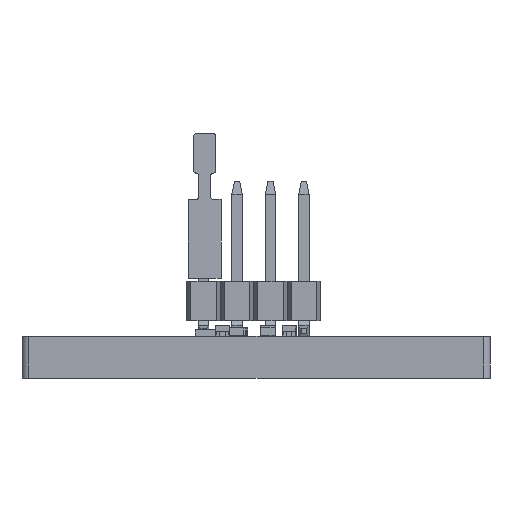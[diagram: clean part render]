
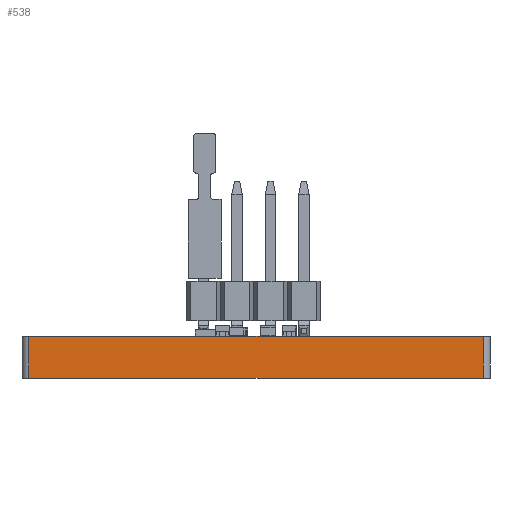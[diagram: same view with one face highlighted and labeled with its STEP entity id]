
A CAD part, left-side view. The second image highlights one B-rep face of the part: STEP entity #538.
In plain terms, the highlighted planar face has unit normal (-1, 0, 0).
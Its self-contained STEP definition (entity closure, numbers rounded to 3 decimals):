
#509 = EDGE_CURVE('',#510,#512,#514,.T.);
#510 = VERTEX_POINT('',#511);
#511 = CARTESIAN_POINT('',(1.27,-2.286,-1.594));
#512 = VERTEX_POINT('',#513);
#513 = CARTESIAN_POINT('',(1.27,-2.286,0.));
#514 = LINE('',#515,#516);
#515 = CARTESIAN_POINT('',(1.27,-2.286,-1.594));
#516 = VECTOR('',#517,1.);
#517 = DIRECTION('',(0.,0.,1.));
#538 = ADVANCED_FACE('',(#539),#564,.F.);
#539 = FACE_BOUND('',#540,.F.);
#540 = EDGE_LOOP('',(#541,#551,#557,#558));
#541 = ORIENTED_EDGE('',*,*,#542,.T.);
#542 = EDGE_CURVE('',#543,#545,#547,.T.);
#543 = VERTEX_POINT('',#544);
#544 = CARTESIAN_POINT('',(1.27,14.986,-1.594));
#545 = VERTEX_POINT('',#546);
#546 = CARTESIAN_POINT('',(1.27,14.986,0.));
#547 = LINE('',#548,#549);
#548 = CARTESIAN_POINT('',(1.27,14.986,-1.594));
#549 = VECTOR('',#550,1.);
#550 = DIRECTION('',(0.,0.,1.));
#551 = ORIENTED_EDGE('',*,*,#552,.T.);
#552 = EDGE_CURVE('',#545,#512,#553,.T.);
#553 = LINE('',#554,#555);
#554 = CARTESIAN_POINT('',(1.27,14.986,0.));
#555 = VECTOR('',#556,1.);
#556 = DIRECTION('',(0.,-1.,0.));
#557 = ORIENTED_EDGE('',*,*,#509,.F.);
#558 = ORIENTED_EDGE('',*,*,#559,.F.);
#559 = EDGE_CURVE('',#543,#510,#560,.T.);
#560 = LINE('',#561,#562);
#561 = CARTESIAN_POINT('',(1.27,14.986,-1.594));
#562 = VECTOR('',#563,1.);
#563 = DIRECTION('',(0.,-1.,0.));
#564 = PLANE('',#565);
#565 = AXIS2_PLACEMENT_3D('',#566,#567,#568);
#566 = CARTESIAN_POINT('',(1.27,14.986,-1.594));
#567 = DIRECTION('',(1.,0.,-0.));
#568 = DIRECTION('',(0.,-1.,0.));
